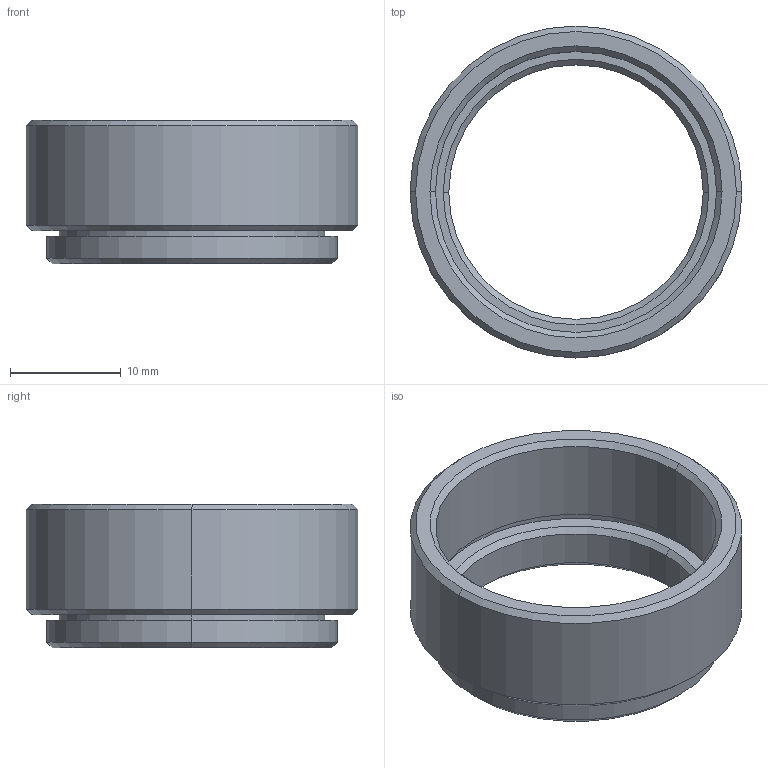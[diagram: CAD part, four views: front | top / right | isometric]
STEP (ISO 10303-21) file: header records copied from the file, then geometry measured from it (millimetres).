
FILE_DESCRIPTION (( 'STEP AP203' ), '1' );
FILE_NAME ('GCT-031009 俋倛芞.STEP', '2017-07-27T03:27:26', ( 'Lxtx999.CoM' ), ( 'Lxtx999.CoM' ), 'SwSTEP 2.0', 'SolidWorks 2012', '' );
FILE_SCHEMA (( 'CONFIG_CONTROL_DESIGN' ));
Length unit declared in the file: millimetre
Products named in the file (1): GCT-031009 俋倛芞
Bounding box: 30 x 30 x 13 mm (x, y, z)
Volume: 2353.3 mm3; surface area: 2894.7 mm2
Topology: 1 solids, 1 shells, 30 faces, 60 edges, 36 vertices
Faces by surface type: cone 12, cylinder 12, plane 6
Entity records: 865 total; most frequent: DIRECTION 158, CARTESIAN_POINT 127, ORIENTED_EDGE 120, AXIS2_PLACEMENT_3D 67, EDGE_CURVE 60, VERTEX_POINT 36, EDGE_LOOP 36, CIRCLE 36
